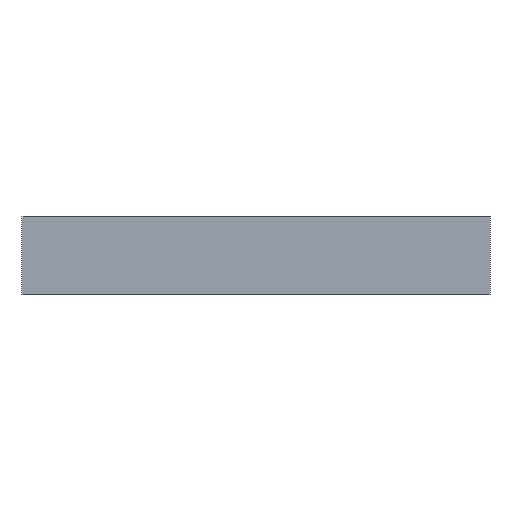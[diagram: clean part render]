
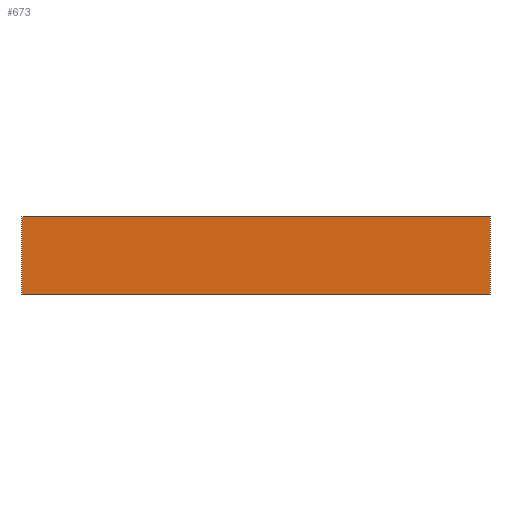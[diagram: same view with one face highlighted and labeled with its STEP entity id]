
A CAD part, left-side view. The second image highlights one B-rep face of the part: STEP entity #673.
In plain terms, the highlighted planar face has unit normal (-1, 0, 0).
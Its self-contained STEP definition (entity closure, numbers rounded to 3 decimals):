
#7 = ORIENTED_EDGE ( 'NONE', *, *, #91, .T. ) ;
#12 = LINE ( 'NONE', #262, #145 ) ;
#14 = CARTESIAN_POINT ( 'NONE',  ( -231., 0., 15. ) ) ;
#57 = EDGE_CURVE ( 'NONE', #675, #671, #234, .T. ) ;
#59 = CARTESIAN_POINT ( 'NONE',  ( -231., 0., -15. ) ) ;
#62 = CARTESIAN_POINT ( 'NONE',  ( -231., 180., 15. ) ) ;
#68 = VECTOR ( 'NONE', #635, 1000. ) ;
#70 = ORIENTED_EDGE ( 'NONE', *, *, #709, .F. ) ;
#91 = EDGE_CURVE ( 'NONE', #270, #679, #714, .T. ) ;
#95 = DIRECTION ( 'NONE',  ( 0., -1., 0. ) ) ;
#114 = DIRECTION ( 'NONE',  ( 1., 0., 0. ) ) ;
#133 = VERTEX_POINT ( 'NONE', #166 ) ;
#134 = CARTESIAN_POINT ( 'NONE',  ( -231., 180., 15. ) ) ;
#145 = VECTOR ( 'NONE', #626, 1000. ) ;
#158 = LINE ( 'NONE', #758, #632 ) ;
#164 = EDGE_LOOP ( 'NONE', ( #772, #725, #700, #405, #746, #7, #343, #70 ) ) ;
#165 = EDGE_CURVE ( 'NONE', #133, #675, #202, .T. ) ;
#166 = CARTESIAN_POINT ( 'NONE',  ( -231., 14., 15. ) ) ;
#170 = EDGE_CURVE ( 'NONE', #373, #671, #469, .T. ) ;
#178 = DIRECTION ( 'NONE',  ( 0., 0., -1. ) ) ;
#186 = VECTOR ( 'NONE', #283, 1000. ) ;
#202 = LINE ( 'NONE', #14, #186 ) ;
#219 = CARTESIAN_POINT ( 'NONE',  ( -231., 180., 15. ) ) ;
#234 = LINE ( 'NONE', #765, #240 ) ;
#240 = VECTOR ( 'NONE', #769, 1000. ) ;
#258 = CARTESIAN_POINT ( 'NONE',  ( -231., 166., -15. ) ) ;
#262 = CARTESIAN_POINT ( 'NONE',  ( -231., 0., -15. ) ) ;
#263 = VERTEX_POINT ( 'NONE', #349 ) ;
#270 = VERTEX_POINT ( 'NONE', #602 ) ;
#272 = CARTESIAN_POINT ( 'NONE',  ( -231., 0., -15. ) ) ;
#283 = DIRECTION ( 'NONE',  ( 0., -1., 0. ) ) ;
#299 = LINE ( 'NONE', #306, #607 ) ;
#306 = CARTESIAN_POINT ( 'NONE',  ( -231., 0., -15. ) ) ;
#343 = ORIENTED_EDGE ( 'NONE', *, *, #466, .T. ) ;
#349 = CARTESIAN_POINT ( 'NONE',  ( -231., 180., -15. ) ) ;
#356 = CARTESIAN_POINT ( 'NONE',  ( -231., 14., -15. ) ) ;
#371 = VECTOR ( 'NONE', #689, 1000. ) ;
#373 = VERTEX_POINT ( 'NONE', #356 ) ;
#404 = EDGE_CURVE ( 'NONE', #493, #373, #12, .T. ) ;
#405 = ORIENTED_EDGE ( 'NONE', *, *, #165, .F. ) ;
#407 = DIRECTION ( 'NONE',  ( 0., 1., 0. ) ) ;
#466 = EDGE_CURVE ( 'NONE', #679, #263, #777, .T. ) ;
#469 = LINE ( 'NONE', #272, #68 ) ;
#491 = FACE_OUTER_BOUND ( 'NONE', #164, .T. ) ;
#493 = VERTEX_POINT ( 'NONE', #258 ) ;
#518 = VECTOR ( 'NONE', #407, 1000. ) ;
#519 = EDGE_CURVE ( 'NONE', #270, #133, #158, .T. ) ;
#541 = CARTESIAN_POINT ( 'NONE',  ( -231., 0., 15. ) ) ;
#602 = CARTESIAN_POINT ( 'NONE',  ( -231., 166., 15. ) ) ;
#607 = VECTOR ( 'NONE', #655, 1000. ) ;
#626 = DIRECTION ( 'NONE',  ( 0., -1., 0. ) ) ;
#632 = VECTOR ( 'NONE', #95, 1000. ) ;
#635 = DIRECTION ( 'NONE',  ( 0., -1., 0. ) ) ;
#655 = DIRECTION ( 'NONE',  ( 0., 1., 0. ) ) ;
#659 = CARTESIAN_POINT ( 'NONE',  ( -231., 0., 15. ) ) ;
#669 = PLANE ( 'NONE',  #727 ) ;
#671 = VERTEX_POINT ( 'NONE', #59 ) ;
#673 = ADVANCED_FACE ( 'NONE', ( #491 ), #669, .F. ) ;
#675 = VERTEX_POINT ( 'NONE', #659 ) ;
#679 = VERTEX_POINT ( 'NONE', #62 ) ;
#689 = DIRECTION ( 'NONE',  ( 0., 0., -1. ) ) ;
#700 = ORIENTED_EDGE ( 'NONE', *, *, #57, .F. ) ;
#709 = EDGE_CURVE ( 'NONE', #493, #263, #299, .T. ) ;
#714 = LINE ( 'NONE', #219, #518 ) ;
#725 = ORIENTED_EDGE ( 'NONE', *, *, #170, .T. ) ;
#727 = AXIS2_PLACEMENT_3D ( 'NONE', #541, #114, #178 ) ;
#746 = ORIENTED_EDGE ( 'NONE', *, *, #519, .F. ) ;
#758 = CARTESIAN_POINT ( 'NONE',  ( -231., 0., 15. ) ) ;
#765 = CARTESIAN_POINT ( 'NONE',  ( -231., 0., 15. ) ) ;
#769 = DIRECTION ( 'NONE',  ( 0., 0., -1. ) ) ;
#772 = ORIENTED_EDGE ( 'NONE', *, *, #404, .T. ) ;
#777 = LINE ( 'NONE', #134, #371 ) ;
